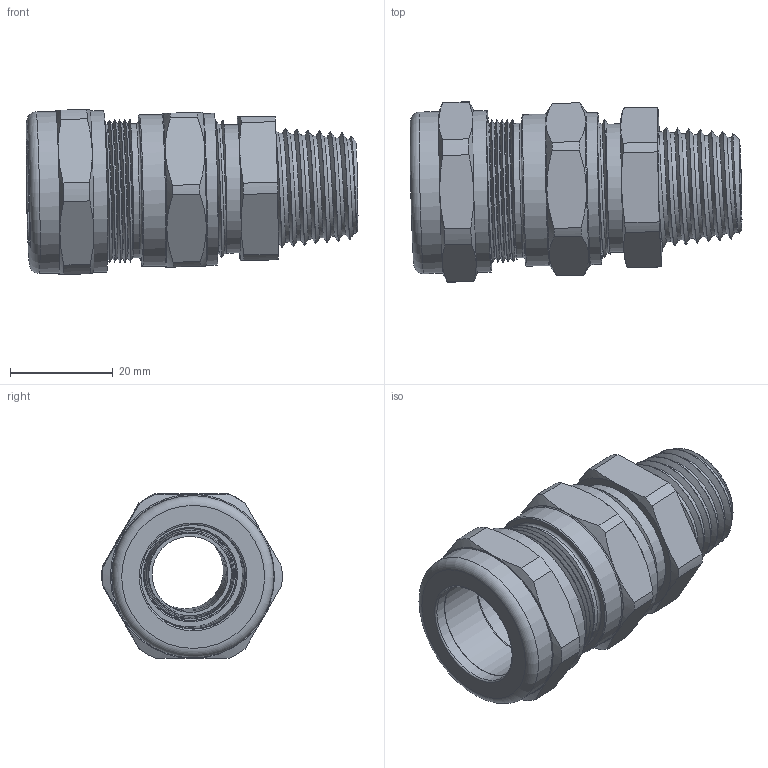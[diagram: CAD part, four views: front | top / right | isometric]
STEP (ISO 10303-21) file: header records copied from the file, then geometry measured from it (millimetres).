
FILE_DESCRIPTION(/* description */ ('RST-Gamma-X-Universal NPT 1 1/2"'),/* implementation_level */ '2;1');
FILE_NAME(/* name */ 'KBAU1LN12-RST.stp',/* time_stamp */ '2023-05-30T14:31:33+02:00',/* author */ ('sl'),/* organization */ (''),/* preprocessor_version */ 'ST-DEVELOPER v16.5',/* originating_system */ 'Autodesk Inventor 2017',/* authorisation */ '');
FILE_SCHEMA (('AUTOMOTIVE_DESIGN { 1 0 10303 214 3 1 1 }'));
Length unit declared in the file: millimetre
Products named in the file (10): KBAU1LL12; KBAU1LN12; KBAU1LN12_1; KBAU1LN12_2; KBAU1LN12_3; KBAU1LN12_4; KBAU1LN12_5; KBAU1LN12_6; KBAU1LL20; RST-Gamma-X-Uni-01-BT-0010A-KBAU1LN12
Assembly tree (9 placements, depth 2):
  KBAU1LL12
    KBAU1LN12
    KBAU1LN12_1
    KBAU1LN12_2
    KBAU1LN12_3
    KBAU1LN12_4
    KBAU1LN12_5
    KBAU1LN12_6
    KBAU1LL20
    RST-Gamma-X-Uni-01-BT-0010A-KBAU1LN12
Bounding box: 64.7 x 35.16 x 32.12 mm (x, y, z)
Volume: 22490.1 mm3; surface area: 23930.1 mm2
Topology: 9 solids, 9 shells, 229 faces, 505 edges, 312 vertices
Faces by surface type: cylinder 68, plane 59, cone 46, torus 36, bspline 20
Full cylindrical faces by diameter (mm): 14.8 x1, 14.86 x1, 14.95 x1, 17.6 x1, 17.95 x1, 19 x1, 20.09 x1, 20.26 x1, 20.38 x1, 20.39 x1, 21.7 x1, 22.09 x1, 22.26 x2, 22.37 x2, 22.39 x2, 22.4 x2, 22.42 x2, 23.42 x1, 24.4 x1, 25 x1, 25.59 x5, 26.16 x1, 29.044 x1, 29.14 x2, 29.54 x1, 29.55 x1, 31.5 x2
Entity records: 13343 total; most frequent: CARTESIAN_POINT 8861, DIRECTION 903, ORIENTED_EDGE 770, AXIS2_PLACEMENT_3D 422, EDGE_CURVE 385, EDGE_LOOP 330, VERTEX_POINT 279, FACE_OUTER_BOUND 218
